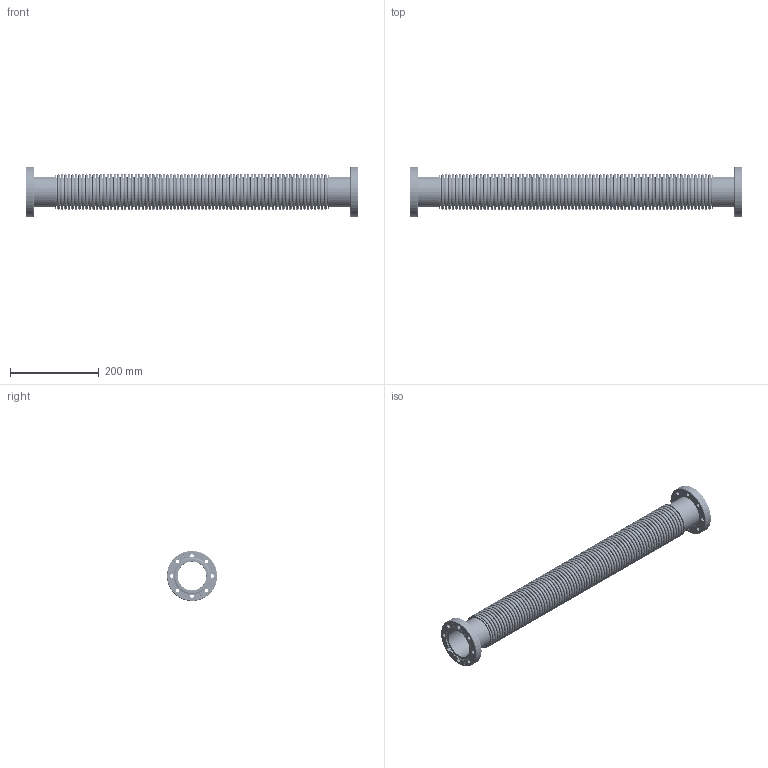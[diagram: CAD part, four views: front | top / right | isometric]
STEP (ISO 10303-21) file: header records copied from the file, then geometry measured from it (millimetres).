
FILE_DESCRIPTION (( 'STEP AP214' ), '1' );
FILE_NAME ('420SWN063-0750.stp', '2017-05-02T08:10:29', ( '' ), ( '' ), 'SwSTEP 2.0', 'SolidWorks 2015', '' );
FILE_SCHEMA (( 'AUTOMOTIVE_DESIGN' ));
Length unit declared in the file: millimetre
Products named in the file (1): 420SWN063-0750
Bounding box: 750 x 113.5 x 113.5 mm (x, y, z)
Volume: 351659.6 mm3; surface area: 848717.6 mm2
Topology: 84 solids, 84 shells, 2772 faces, 5588 edges, 3300 vertices
Faces by surface type: torus 1254, cylinder 1012, plane 488, cone 18
Entity records: 105179 total; most frequent: DIRECTION 15672, CARTESIAN_POINT 11773, ORIENTED_EDGE 11176, AXIS2_PLACEMENT_3D 7319, EDGE_CURVE 5588, CIRCLE 4546, VERTEX_POINT 3300, EDGE_LOOP 3288
